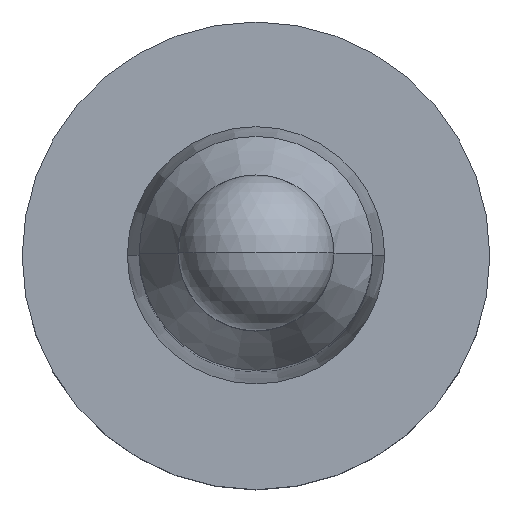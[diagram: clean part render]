
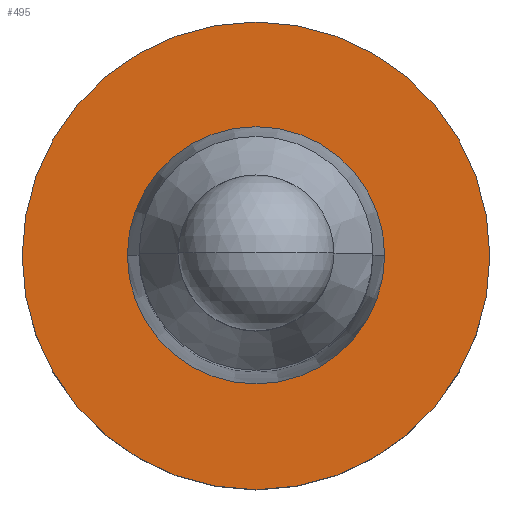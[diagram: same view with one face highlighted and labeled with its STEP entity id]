
A CAD part, top view. The second image highlights one B-rep face of the part: STEP entity #495.
In plain terms, the highlighted planar face has unit normal (0, 0, 1).
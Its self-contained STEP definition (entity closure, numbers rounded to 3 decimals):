
#5 = EDGE_CURVE ( 'NONE', #556, #622, #488, .T. ) ;
#32 = ORIENTED_EDGE ( 'NONE', *, *, #94, .F. ) ;
#70 = EDGE_LOOP ( 'NONE', ( #175, #390 ) ) ;
#91 = CIRCLE ( 'NONE', #140, 1.5 ) ;
#94 = EDGE_CURVE ( 'NONE', #622, #556, #202, .T. ) ;
#103 = DIRECTION ( 'NONE',  ( 1., 0., 0. ) ) ;
#111 = EDGE_LOOP ( 'NONE', ( #633, #32 ) ) ;
#140 = AXIS2_PLACEMENT_3D ( 'NONE', #487, #538, #293 ) ;
#147 = CARTESIAN_POINT ( 'NONE',  ( -1.5, 0., 5.8 ) ) ;
#153 = AXIS2_PLACEMENT_3D ( 'NONE', #147, #547, #607 ) ;
#175 = ORIENTED_EDGE ( 'NONE', *, *, #377, .T. ) ;
#178 = VERTEX_POINT ( 'NONE', #533 ) ;
#202 = CIRCLE ( 'NONE', #324, 0.75 ) ;
#208 = CARTESIAN_POINT ( 'NONE',  ( 0., 0., 5.8 ) ) ;
#230 = DIRECTION ( 'NONE',  ( 0., 0., 1. ) ) ;
#267 = DIRECTION ( 'NONE',  ( 0., 0., 1. ) ) ;
#282 = DIRECTION ( 'NONE',  ( 1., 0., 0. ) ) ;
#288 = CARTESIAN_POINT ( 'NONE',  ( 0.75, 0., 5.8 ) ) ;
#293 = DIRECTION ( 'NONE',  ( 1., 0., 0. ) ) ;
#324 = AXIS2_PLACEMENT_3D ( 'NONE', #336, #230, #282 ) ;
#336 = CARTESIAN_POINT ( 'NONE',  ( 0., 0., 5.8 ) ) ;
#360 = CIRCLE ( 'NONE', #439, 1.5 ) ;
#377 = EDGE_CURVE ( 'NONE', #655, #178, #360, .T. ) ;
#381 = CARTESIAN_POINT ( 'NONE',  ( 1.5, 0., 5.8 ) ) ;
#390 = ORIENTED_EDGE ( 'NONE', *, *, #581, .T. ) ;
#431 = CARTESIAN_POINT ( 'NONE',  ( -0.75, 0., 5.8 ) ) ;
#439 = AXIS2_PLACEMENT_3D ( 'NONE', #208, #267, #103 ) ;
#456 = PLANE ( 'NONE',  #153 ) ;
#465 = DIRECTION ( 'NONE',  ( 1., 0., 0. ) ) ;
#487 = CARTESIAN_POINT ( 'NONE',  ( 0., 0., 5.8 ) ) ;
#488 = CIRCLE ( 'NONE', #616, 0.75 ) ;
#495 = ADVANCED_FACE ( 'NONE', ( #628, #518 ), #456, .F. ) ;
#514 = CARTESIAN_POINT ( 'NONE',  ( 0., 0., 5.8 ) ) ;
#518 = FACE_OUTER_BOUND ( 'NONE', #70, .T. ) ;
#533 = CARTESIAN_POINT ( 'NONE',  ( -1.5, 0., 5.8 ) ) ;
#538 = DIRECTION ( 'NONE',  ( 0., 0., 1. ) ) ;
#547 = DIRECTION ( 'NONE',  ( 0., 0., -1. ) ) ;
#556 = VERTEX_POINT ( 'NONE', #288 ) ;
#562 = DIRECTION ( 'NONE',  ( 0., 0., 1. ) ) ;
#581 = EDGE_CURVE ( 'NONE', #178, #655, #91, .T. ) ;
#607 = DIRECTION ( 'NONE',  ( -1., 0., 0. ) ) ;
#616 = AXIS2_PLACEMENT_3D ( 'NONE', #514, #562, #465 ) ;
#622 = VERTEX_POINT ( 'NONE', #431 ) ;
#628 = FACE_BOUND ( 'NONE', #111, .T. ) ;
#633 = ORIENTED_EDGE ( 'NONE', *, *, #5, .F. ) ;
#655 = VERTEX_POINT ( 'NONE', #381 ) ;
